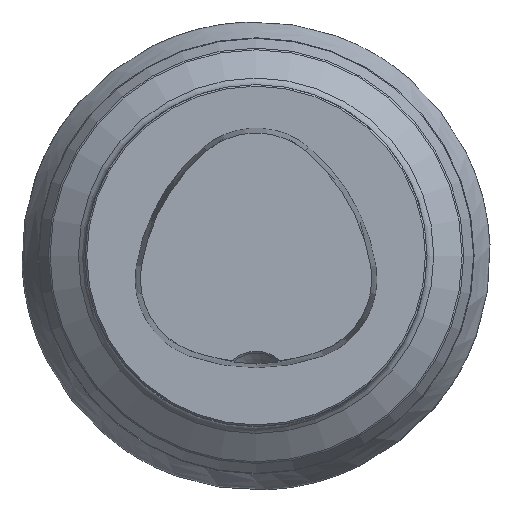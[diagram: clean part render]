
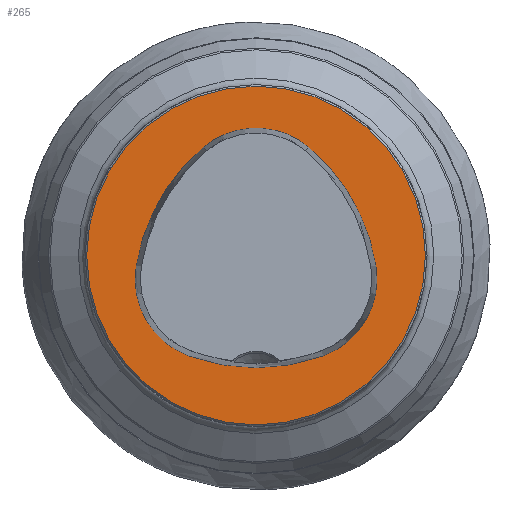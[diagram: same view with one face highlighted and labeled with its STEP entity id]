
A CAD part, top view. The second image highlights one B-rep face of the part: STEP entity #265.
In plain terms, the highlighted planar face has unit normal (0, 0, 1).
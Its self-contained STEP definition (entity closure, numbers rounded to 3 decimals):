
#134=PLANE('',#996);
#265=ADVANCED_FACE('',(#360,#361),#134,.T.);
#360=FACE_BOUND('',#404,.T.);
#361=FACE_BOUND('',#405,.T.);
#404=EDGE_LOOP('',(#519));
#405=EDGE_LOOP('',(#520,#521,#522,#523,#524,#525));
#519=ORIENTED_EDGE('',*,*,#756,.T.);
#520=ORIENTED_EDGE('',*,*,#757,.F.);
#521=ORIENTED_EDGE('',*,*,#758,.F.);
#522=ORIENTED_EDGE('',*,*,#759,.F.);
#523=ORIENTED_EDGE('',*,*,#760,.F.);
#524=ORIENTED_EDGE('',*,*,#754,.F.);
#525=ORIENTED_EDGE('',*,*,#761,.F.);
#683=VERTEX_POINT('',#1721);
#684=VERTEX_POINT('',#1723);
#685=VERTEX_POINT('',#1727);
#686=VERTEX_POINT('',#1729);
#687=VERTEX_POINT('',#1730);
#688=VERTEX_POINT('',#1732);
#689=VERTEX_POINT('',#1734);
#754=EDGE_CURVE('',#683,#684,#809,.T.);
#756=EDGE_CURVE('',#685,#685,#810,.T.);
#757=EDGE_CURVE('',#686,#687,#811,.T.);
#758=EDGE_CURVE('',#688,#686,#812,.T.);
#759=EDGE_CURVE('',#689,#688,#813,.T.);
#760=EDGE_CURVE('',#684,#689,#814,.T.);
#761=EDGE_CURVE('',#687,#683,#815,.T.);
#809=CIRCLE('',#988,36.075);
#810=CIRCLE('',#990,31.2);
#811=CIRCLE('',#991,36.075);
#812=CIRCLE('',#992,15.075);
#813=CIRCLE('',#993,36.075);
#814=CIRCLE('',#994,15.075);
#815=CIRCLE('',#995,15.075);
#988=AXIS2_PLACEMENT_3D('',#1722,#1163,#1164);
#990=AXIS2_PLACEMENT_3D('',#1726,#1168,#1169);
#991=AXIS2_PLACEMENT_3D('',#1728,#1170,#1171);
#992=AXIS2_PLACEMENT_3D('',#1731,#1172,#1173);
#993=AXIS2_PLACEMENT_3D('',#1733,#1174,#1175);
#994=AXIS2_PLACEMENT_3D('',#1735,#1176,#1177);
#995=AXIS2_PLACEMENT_3D('',#1736,#1178,#1179);
#996=AXIS2_PLACEMENT_3D('',#1737,#1180,#1181);
#1163=DIRECTION('',(0.,0.,1.));
#1164=DIRECTION('',(1.,0.,0.));
#1168=DIRECTION('',(0.,0.,1.));
#1169=DIRECTION('',(1.,0.,0.));
#1170=DIRECTION('',(0.,0.,1.));
#1171=DIRECTION('',(1.,0.,0.));
#1172=DIRECTION('',(0.,0.,1.));
#1173=DIRECTION('',(1.,0.,0.));
#1174=DIRECTION('',(0.,0.,1.));
#1175=DIRECTION('',(1.,0.,0.));
#1176=DIRECTION('',(0.,0.,1.));
#1177=DIRECTION('',(1.,0.,0.));
#1178=DIRECTION('',(0.,0.,1.));
#1179=DIRECTION('',(1.,0.,0.));
#1180=DIRECTION('',(0.,0.,1.));
#1181=DIRECTION('',(1.,0.,0.));
#1721=CARTESIAN_POINT('',(-12.368,-18.489,0.));
#1722=CARTESIAN_POINT('',(0.,15.4,0.));
#1723=CARTESIAN_POINT('',(12.368,-18.489,0.));
#1726=CARTESIAN_POINT('',(0.,0.,0.));
#1727=CARTESIAN_POINT('',(31.2,0.,0.));
#1728=CARTESIAN_POINT('',(13.535,-7.656,0.));
#1729=CARTESIAN_POINT('',(-9.716,19.927,0.));
#1730=CARTESIAN_POINT('',(-22.084,-1.937,0.));
#1731=CARTESIAN_POINT('',(0.,8.4,0.));
#1732=CARTESIAN_POINT('',(9.716,19.927,0.));
#1733=CARTESIAN_POINT('',(-13.535,-7.656,0.));
#1734=CARTESIAN_POINT('',(22.084,-1.937,0.));
#1735=CARTESIAN_POINT('',(7.2,-4.327,0.));
#1736=CARTESIAN_POINT('',(-7.2,-4.327,0.));
#1737=CARTESIAN_POINT('',(0.,0.,0.));
